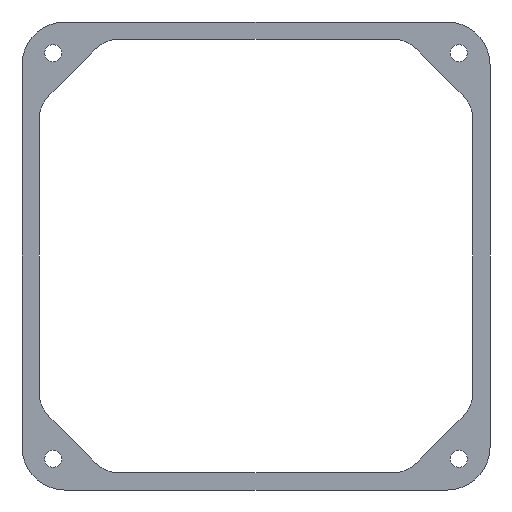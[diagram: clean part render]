
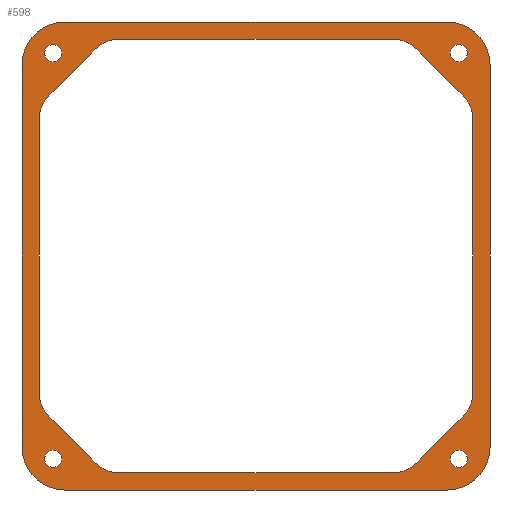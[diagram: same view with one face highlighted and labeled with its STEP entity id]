
A CAD part, front view. The second image highlights one B-rep face of the part: STEP entity #598.
In plain terms, the highlighted planar face has unit normal (0, -1, 0).
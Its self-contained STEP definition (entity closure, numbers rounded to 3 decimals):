
#20=FACE_BOUND('',#138,.T.);
#21=FACE_BOUND('',#139,.T.);
#22=FACE_BOUND('',#140,.T.);
#23=FACE_BOUND('',#141,.T.);
#24=FACE_BOUND('',#142,.T.);
#25=CIRCLE('',#621,8.);
#27=CIRCLE('',#625,8.);
#29=CIRCLE('',#629,8.);
#31=CIRCLE('',#633,8.);
#33=CIRCLE('',#637,8.);
#35=CIRCLE('',#641,8.);
#37=CIRCLE('',#645,8.);
#39=CIRCLE('',#649,8.);
#42=CIRCLE('',#653,2.008);
#44=CIRCLE('',#656,2.008);
#46=CIRCLE('',#659,2.008);
#48=CIRCLE('',#662,2.008);
#49=CIRCLE('',#665,10.039);
#51=CIRCLE('',#669,10.039);
#53=CIRCLE('',#673,10.039);
#55=CIRCLE('',#677,10.039);
#102=FACE_OUTER_BOUND('',#137,.T.);
#137=EDGE_LOOP('',(#527,#528,#529,#530,#531,#532,#533,#534));
#138=EDGE_LOOP('',(#535));
#139=EDGE_LOOP('',(#536));
#140=EDGE_LOOP('',(#537));
#141=EDGE_LOOP('',(#538));
#142=EDGE_LOOP('',(#539,#540,#541,#542,#543,#544,#545,#546,#547,#548,#549,
#550,#551,#552,#553,#554));
#143=LINE('',#863,#195);
#148=LINE('',#877,#200);
#152=LINE('',#889,#204);
#156=LINE('',#901,#208);
#160=LINE('',#913,#212);
#164=LINE('',#925,#216);
#168=LINE('',#937,#220);
#172=LINE('',#949,#224);
#179=LINE('',#983,#231);
#184=LINE('',#997,#236);
#188=LINE('',#1009,#240);
#192=LINE('',#1021,#244);
#195=VECTOR('',#685,10.);
#200=VECTOR('',#698,10.);
#204=VECTOR('',#710,10.);
#208=VECTOR('',#722,10.);
#212=VECTOR('',#734,10.);
#216=VECTOR('',#746,10.);
#220=VECTOR('',#758,10.);
#224=VECTOR('',#770,10.);
#231=VECTOR('',#809,10.);
#236=VECTOR('',#822,10.);
#240=VECTOR('',#834,10.);
#244=VECTOR('',#846,10.);
#247=VERTEX_POINT('',#861);
#248=VERTEX_POINT('',#862);
#251=VERTEX_POINT('',#870);
#253=VERTEX_POINT('',#876);
#255=VERTEX_POINT('',#882);
#257=VERTEX_POINT('',#888);
#259=VERTEX_POINT('',#894);
#261=VERTEX_POINT('',#900);
#263=VERTEX_POINT('',#906);
#265=VERTEX_POINT('',#912);
#267=VERTEX_POINT('',#918);
#269=VERTEX_POINT('',#924);
#271=VERTEX_POINT('',#930);
#273=VERTEX_POINT('',#936);
#275=VERTEX_POINT('',#942);
#277=VERTEX_POINT('',#948);
#280=VERTEX_POINT('',#959);
#282=VERTEX_POINT('',#965);
#284=VERTEX_POINT('',#971);
#286=VERTEX_POINT('',#977);
#287=VERTEX_POINT('',#981);
#288=VERTEX_POINT('',#982);
#291=VERTEX_POINT('',#990);
#293=VERTEX_POINT('',#996);
#295=VERTEX_POINT('',#1002);
#297=VERTEX_POINT('',#1008);
#299=VERTEX_POINT('',#1014);
#301=VERTEX_POINT('',#1020);
#303=EDGE_CURVE('',#247,#248,#143,.T.);
#307=EDGE_CURVE('',#251,#247,#25,.T.);
#310=EDGE_CURVE('',#253,#251,#148,.T.);
#313=EDGE_CURVE('',#255,#253,#27,.T.);
#316=EDGE_CURVE('',#257,#255,#152,.T.);
#319=EDGE_CURVE('',#259,#257,#29,.T.);
#322=EDGE_CURVE('',#261,#259,#156,.T.);
#325=EDGE_CURVE('',#263,#261,#31,.T.);
#328=EDGE_CURVE('',#265,#263,#160,.T.);
#331=EDGE_CURVE('',#267,#265,#33,.T.);
#334=EDGE_CURVE('',#269,#267,#164,.T.);
#337=EDGE_CURVE('',#271,#269,#35,.T.);
#340=EDGE_CURVE('',#273,#271,#168,.T.);
#343=EDGE_CURVE('',#275,#273,#37,.T.);
#346=EDGE_CURVE('',#277,#275,#172,.T.);
#349=EDGE_CURVE('',#248,#277,#39,.T.);
#353=EDGE_CURVE('',#280,#280,#42,.T.);
#356=EDGE_CURVE('',#282,#282,#44,.T.);
#359=EDGE_CURVE('',#284,#284,#46,.T.);
#362=EDGE_CURVE('',#286,#286,#48,.T.);
#363=EDGE_CURVE('',#287,#288,#179,.T.);
#367=EDGE_CURVE('',#291,#287,#49,.T.);
#370=EDGE_CURVE('',#293,#291,#184,.T.);
#373=EDGE_CURVE('',#295,#293,#51,.T.);
#376=EDGE_CURVE('',#297,#295,#188,.T.);
#379=EDGE_CURVE('',#299,#297,#53,.T.);
#382=EDGE_CURVE('',#301,#299,#192,.T.);
#385=EDGE_CURVE('',#288,#301,#55,.T.);
#527=ORIENTED_EDGE('',*,*,#385,.F.);
#528=ORIENTED_EDGE('',*,*,#363,.F.);
#529=ORIENTED_EDGE('',*,*,#367,.F.);
#530=ORIENTED_EDGE('',*,*,#370,.F.);
#531=ORIENTED_EDGE('',*,*,#373,.F.);
#532=ORIENTED_EDGE('',*,*,#376,.F.);
#533=ORIENTED_EDGE('',*,*,#379,.F.);
#534=ORIENTED_EDGE('',*,*,#382,.F.);
#535=ORIENTED_EDGE('',*,*,#362,.F.);
#536=ORIENTED_EDGE('',*,*,#359,.F.);
#537=ORIENTED_EDGE('',*,*,#356,.F.);
#538=ORIENTED_EDGE('',*,*,#353,.F.);
#539=ORIENTED_EDGE('',*,*,#349,.F.);
#540=ORIENTED_EDGE('',*,*,#303,.F.);
#541=ORIENTED_EDGE('',*,*,#307,.F.);
#542=ORIENTED_EDGE('',*,*,#310,.F.);
#543=ORIENTED_EDGE('',*,*,#313,.F.);
#544=ORIENTED_EDGE('',*,*,#316,.F.);
#545=ORIENTED_EDGE('',*,*,#319,.F.);
#546=ORIENTED_EDGE('',*,*,#322,.F.);
#547=ORIENTED_EDGE('',*,*,#325,.F.);
#548=ORIENTED_EDGE('',*,*,#328,.F.);
#549=ORIENTED_EDGE('',*,*,#331,.F.);
#550=ORIENTED_EDGE('',*,*,#334,.F.);
#551=ORIENTED_EDGE('',*,*,#337,.F.);
#552=ORIENTED_EDGE('',*,*,#340,.F.);
#553=ORIENTED_EDGE('',*,*,#343,.F.);
#554=ORIENTED_EDGE('',*,*,#346,.F.);
#568=PLANE('',#680);
#598=ADVANCED_FACE('',(#102,#20,#21,#22,#23,#24),#568,.F.);
#621=AXIS2_PLACEMENT_3D('',#871,#691,#692);
#625=AXIS2_PLACEMENT_3D('',#883,#703,#704);
#629=AXIS2_PLACEMENT_3D('',#895,#715,#716);
#633=AXIS2_PLACEMENT_3D('',#907,#727,#728);
#637=AXIS2_PLACEMENT_3D('',#919,#739,#740);
#641=AXIS2_PLACEMENT_3D('',#931,#751,#752);
#645=AXIS2_PLACEMENT_3D('',#943,#763,#764);
#649=AXIS2_PLACEMENT_3D('',#954,#775,#776);
#653=AXIS2_PLACEMENT_3D('',#961,#784,#785);
#656=AXIS2_PLACEMENT_3D('',#967,#791,#792);
#659=AXIS2_PLACEMENT_3D('',#973,#798,#799);
#662=AXIS2_PLACEMENT_3D('',#979,#805,#806);
#665=AXIS2_PLACEMENT_3D('',#991,#815,#816);
#669=AXIS2_PLACEMENT_3D('',#1003,#827,#828);
#673=AXIS2_PLACEMENT_3D('',#1015,#839,#840);
#677=AXIS2_PLACEMENT_3D('',#1026,#851,#852);
#680=AXIS2_PLACEMENT_3D('',#1029,#857,#858);
#685=DIRECTION('',(-1.,0.,0.));
#691=DIRECTION('center_axis',(0.,-1.,0.));
#692=DIRECTION('ref_axis',(0.,0.,-1.));
#698=DIRECTION('',(-0.707,0.,0.707));
#703=DIRECTION('center_axis',(0.,-1.,0.));
#704=DIRECTION('ref_axis',(-0.707,0.,-0.707));
#710=DIRECTION('',(0.,0.,1.));
#715=DIRECTION('center_axis',(0.,-1.,0.));
#716=DIRECTION('ref_axis',(-1.,0.,0.));
#722=DIRECTION('',(0.707,0.,0.707));
#727=DIRECTION('center_axis',(0.,-1.,0.));
#728=DIRECTION('ref_axis',(-0.707,0.,0.707));
#734=DIRECTION('',(1.,0.,0.));
#739=DIRECTION('center_axis',(0.,-1.,0.));
#740=DIRECTION('ref_axis',(0.,0.,1.));
#746=DIRECTION('',(0.707,0.,-0.707));
#751=DIRECTION('center_axis',(0.,-1.,0.));
#752=DIRECTION('ref_axis',(0.707,0.,0.707));
#758=DIRECTION('',(0.,0.,-1.));
#763=DIRECTION('center_axis',(0.,-1.,0.));
#764=DIRECTION('ref_axis',(1.,0.,0.));
#770=DIRECTION('',(-0.707,0.,-0.707));
#775=DIRECTION('center_axis',(0.,-1.,0.));
#776=DIRECTION('ref_axis',(0.707,0.,-0.707));
#784=DIRECTION('center_axis',(0.,-1.,0.));
#785=DIRECTION('ref_axis',(1.,0.,0.));
#791=DIRECTION('center_axis',(0.,-1.,0.));
#792=DIRECTION('ref_axis',(1.,0.,0.));
#798=DIRECTION('center_axis',(0.,-1.,0.));
#799=DIRECTION('ref_axis',(1.,0.,0.));
#805=DIRECTION('center_axis',(0.,-1.,0.));
#806=DIRECTION('ref_axis',(1.,0.,0.));
#809=DIRECTION('',(1.,0.,0.));
#815=DIRECTION('center_axis',(0.,1.,0.));
#816=DIRECTION('ref_axis',(-1.,0.,0.));
#822=DIRECTION('',(0.,0.,1.));
#827=DIRECTION('center_axis',(0.,1.,0.));
#828=DIRECTION('ref_axis',(0.,0.,-1.));
#834=DIRECTION('',(-1.,0.,0.));
#839=DIRECTION('center_axis',(0.,1.,0.));
#840=DIRECTION('ref_axis',(1.,0.,0.));
#846=DIRECTION('',(0.,0.,-1.));
#851=DIRECTION('center_axis',(0.,1.,0.));
#852=DIRECTION('ref_axis',(0.,0.,1.));
#857=DIRECTION('center_axis',(0.,1.,0.));
#858=DIRECTION('ref_axis',(0.,0.,1.));
#861=CARTESIAN_POINT('',(87.388,0.,-4.016));
#862=CARTESIAN_POINT('',(23.041,0.,-4.016));
#863=CARTESIAN_POINT('',(87.388,0.,-4.016));
#870=CARTESIAN_POINT('',(93.045,0.,-6.359));
#871=CARTESIAN_POINT('Origin',(87.388,0.,-12.016));
#876=CARTESIAN_POINT('',(104.071,0.,-17.385));
#877=CARTESIAN_POINT('',(104.071,0.,-17.385));
#882=CARTESIAN_POINT('',(106.414,0.,-23.041));
#883=CARTESIAN_POINT('Origin',(98.414,0.,-23.041));
#888=CARTESIAN_POINT('',(106.414,0.,-87.388));
#889=CARTESIAN_POINT('',(106.414,0.,-87.388));
#894=CARTESIAN_POINT('',(104.071,0.,-93.045));
#895=CARTESIAN_POINT('Origin',(98.414,0.,-87.388));
#900=CARTESIAN_POINT('',(93.045,0.,-104.071));
#901=CARTESIAN_POINT('',(93.045,0.,-104.071));
#906=CARTESIAN_POINT('',(87.388,0.,-106.414));
#907=CARTESIAN_POINT('Origin',(87.388,0.,-98.414));
#912=CARTESIAN_POINT('',(23.041,0.,-106.414));
#913=CARTESIAN_POINT('',(23.041,0.,-106.414));
#918=CARTESIAN_POINT('',(17.385,0.,-104.071));
#919=CARTESIAN_POINT('Origin',(23.041,0.,-98.414));
#924=CARTESIAN_POINT('',(6.359,0.,-93.045));
#925=CARTESIAN_POINT('',(6.359,0.,-93.045));
#930=CARTESIAN_POINT('',(4.016,0.,-87.388));
#931=CARTESIAN_POINT('Origin',(12.016,0.,-87.388));
#936=CARTESIAN_POINT('',(4.016,0.,-23.041));
#937=CARTESIAN_POINT('',(4.016,0.,-23.041));
#942=CARTESIAN_POINT('',(6.359,0.,-17.385));
#943=CARTESIAN_POINT('Origin',(12.016,0.,-23.041));
#948=CARTESIAN_POINT('',(17.385,0.,-6.359));
#949=CARTESIAN_POINT('',(17.385,0.,-6.359));
#954=CARTESIAN_POINT('Origin',(23.041,0.,-12.016));
#959=CARTESIAN_POINT('',(5.321,0.,-7.329));
#961=CARTESIAN_POINT('Origin',(7.329,0.,-7.329));
#965=CARTESIAN_POINT('',(5.321,0.,-103.101));
#967=CARTESIAN_POINT('Origin',(7.329,0.,-103.101));
#971=CARTESIAN_POINT('',(101.093,0.,-103.101));
#973=CARTESIAN_POINT('Origin',(103.101,0.,-103.101));
#977=CARTESIAN_POINT('',(101.093,0.,-7.329));
#979=CARTESIAN_POINT('Origin',(103.101,0.,-7.329));
#981=CARTESIAN_POINT('',(10.039,0.,0.));
#982=CARTESIAN_POINT('',(100.391,0.,0.));
#983=CARTESIAN_POINT('',(10.039,0.,0.));
#990=CARTESIAN_POINT('',(0.,0.,-10.039));
#991=CARTESIAN_POINT('Origin',(10.039,0.,-10.039));
#996=CARTESIAN_POINT('',(0.,0.,-100.391));
#997=CARTESIAN_POINT('',(0.,0.,-100.391));
#1002=CARTESIAN_POINT('',(10.039,0.,-110.43));
#1003=CARTESIAN_POINT('Origin',(10.039,0.,-100.391));
#1008=CARTESIAN_POINT('',(100.391,0.,-110.43));
#1009=CARTESIAN_POINT('',(100.391,0.,-110.43));
#1014=CARTESIAN_POINT('',(110.43,0.,-100.391));
#1015=CARTESIAN_POINT('Origin',(100.391,0.,-100.391));
#1020=CARTESIAN_POINT('',(110.43,0.,-10.039));
#1021=CARTESIAN_POINT('',(110.43,0.,-10.039));
#1026=CARTESIAN_POINT('Origin',(100.391,0.,-10.039));
#1029=CARTESIAN_POINT('Origin',(55.215,0.,-55.215));
